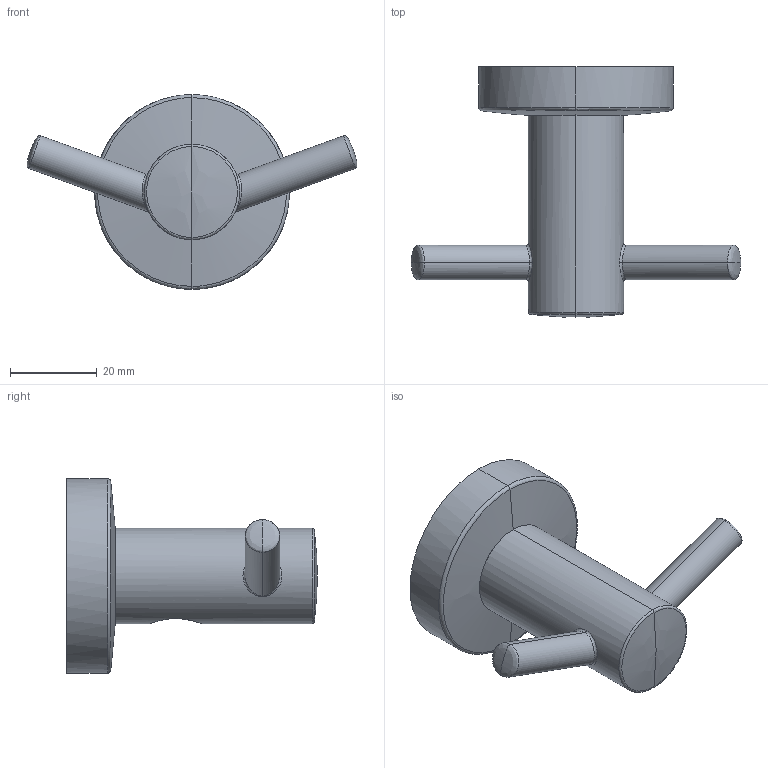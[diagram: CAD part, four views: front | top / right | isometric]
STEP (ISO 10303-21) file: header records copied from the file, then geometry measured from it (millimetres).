
FILE_DESCRIPTION(/* description */ (''),/* implementation_level */ '2;1');
FILE_NAME(/* name */ 'STEP - M1262_9506577',/* time_stamp */ '2025-01-16T10:44:46+11:00',/* author */ (''),/* organization */ (''),/* preprocessor_version */ 'ST-DEVELOPER v16.5',/* originating_system */ 'Rhino 7.37',/* authorisation */ '');
FILE_SCHEMA (('AUTOMOTIVE_DESIGN'));
Length unit declared in the file: millimetre
Products named in the file (4): Document; M12620-1_ASM; 2M1201001234; 28462A0
Assembly tree (3 placements, depth 3):
  Document
    M12620-1_ASM
      2M1201001234
      28462A0
Bounding box: 76.23 x 57.93 x 45 mm (x, y, z)
Volume: 22052.6 mm3; surface area: 12570.3 mm2
Topology: 2 solids, 2 shells, 73 faces, 155 edges, 85 vertices
Faces by surface type: bspline 37, cylinder 26, plane 10
Entity records: 4055 total; most frequent: CARTESIAN_POINT 2999, ORIENTED_EDGE 298, EDGE_CURVE 149, VERTEX_POINT 85, EDGE_LOOP 82, B_SPLINE_CURVE_WITH_KNOTS 74, ADVANCED_FACE 73, FACE_OUTER_BOUND 73
